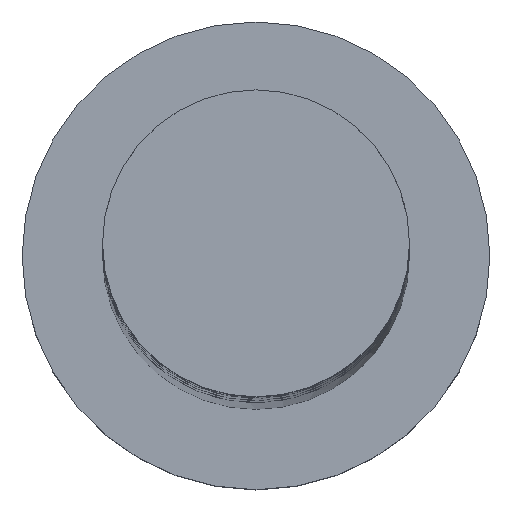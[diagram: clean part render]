
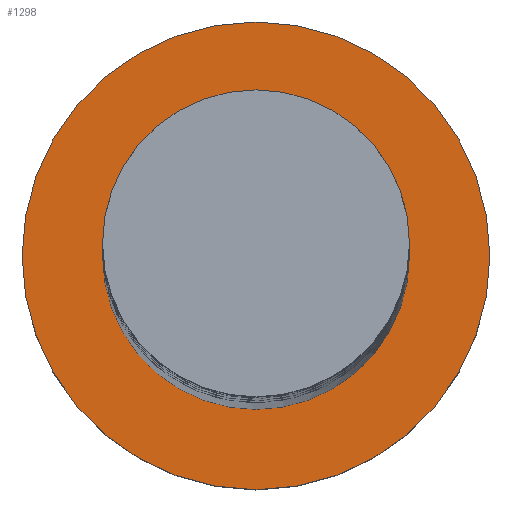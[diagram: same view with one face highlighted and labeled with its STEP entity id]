
A CAD part, top view. The second image highlights one B-rep face of the part: STEP entity #1298.
In plain terms, the highlighted planar face has unit normal (0, 0, 1).
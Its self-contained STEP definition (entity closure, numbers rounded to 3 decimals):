
#38 = EDGE_CURVE ( 'NONE', #1086, #1598, #1245, .T. ) ;
#102 = ORIENTED_EDGE ( 'NONE', *, *, #1160, .T. ) ;
#135 = DIRECTION ( 'NONE',  ( 1., 0., 0. ) ) ;
#233 = CARTESIAN_POINT ( 'NONE',  ( -8., 0., 5. ) ) ;
#256 = ORIENTED_EDGE ( 'NONE', *, *, #580, .F. ) ;
#267 = CIRCLE ( 'NONE', #1280, 8. ) ;
#337 = CARTESIAN_POINT ( 'NONE',  ( 0., 0., 5. ) ) ;
#401 = PLANE ( 'NONE',  #442 ) ;
#442 = AXIS2_PLACEMENT_3D ( 'NONE', #977, #1533, #1116 ) ;
#540 = CARTESIAN_POINT ( 'NONE',  ( 8., 0., 5. ) ) ;
#554 = VERTEX_POINT ( 'NONE', #233 ) ;
#580 = EDGE_CURVE ( 'NONE', #1598, #1086, #1191, .T. ) ;
#645 = CARTESIAN_POINT ( 'NONE',  ( 0., 0., 5. ) ) ;
#667 = DIRECTION ( 'NONE',  ( 0., 0., 1. ) ) ;
#686 = AXIS2_PLACEMENT_3D ( 'NONE', #645, #1045, #892 ) ;
#696 = DIRECTION ( 'NONE',  ( 0., 0., 1. ) ) ;
#777 = DIRECTION ( 'NONE',  ( 1., 0., 0. ) ) ;
#781 = EDGE_CURVE ( 'NONE', #554, #1440, #267, .T. ) ;
#799 = AXIS2_PLACEMENT_3D ( 'NONE', #1363, #667, #1543 ) ;
#847 = FACE_OUTER_BOUND ( 'NONE', #1207, .T. ) ;
#892 = DIRECTION ( 'NONE',  ( 1., 0., 0. ) ) ;
#903 = DIRECTION ( 'NONE',  ( 0., 0., 1. ) ) ;
#974 = AXIS2_PLACEMENT_3D ( 'NONE', #337, #903, #777 ) ;
#977 = CARTESIAN_POINT ( 'NONE',  ( 0., 0., 5. ) ) ;
#1045 = DIRECTION ( 'NONE',  ( 0., 0., 1. ) ) ;
#1086 = VERTEX_POINT ( 'NONE', #1226 ) ;
#1116 = DIRECTION ( 'NONE',  ( 1., 0., 0. ) ) ;
#1160 = EDGE_CURVE ( 'NONE', #1440, #554, #1568, .T. ) ;
#1177 = ORIENTED_EDGE ( 'NONE', *, *, #781, .T. ) ;
#1191 = CIRCLE ( 'NONE', #799, 5.25 ) ;
#1207 = EDGE_LOOP ( 'NONE', ( #1177, #102 ) ) ;
#1226 = CARTESIAN_POINT ( 'NONE',  ( -5.25, 0., 5. ) ) ;
#1245 = CIRCLE ( 'NONE', #686, 5.25 ) ;
#1280 = AXIS2_PLACEMENT_3D ( 'NONE', #1403, #696, #135 ) ;
#1283 = CARTESIAN_POINT ( 'NONE',  ( 5.25, 0., 5. ) ) ;
#1298 = ADVANCED_FACE ( 'NONE', ( #1668, #847 ), #401, .T. ) ;
#1363 = CARTESIAN_POINT ( 'NONE',  ( 0., 0., 5. ) ) ;
#1403 = CARTESIAN_POINT ( 'NONE',  ( 0., 0., 5. ) ) ;
#1440 = VERTEX_POINT ( 'NONE', #540 ) ;
#1464 = ORIENTED_EDGE ( 'NONE', *, *, #38, .F. ) ;
#1533 = DIRECTION ( 'NONE',  ( 0., 0., 1. ) ) ;
#1543 = DIRECTION ( 'NONE',  ( 1., 0., 0. ) ) ;
#1568 = CIRCLE ( 'NONE', #974, 8. ) ;
#1598 = VERTEX_POINT ( 'NONE', #1283 ) ;
#1645 = EDGE_LOOP ( 'NONE', ( #1464, #256 ) ) ;
#1668 = FACE_BOUND ( 'NONE', #1645, .T. ) ;
